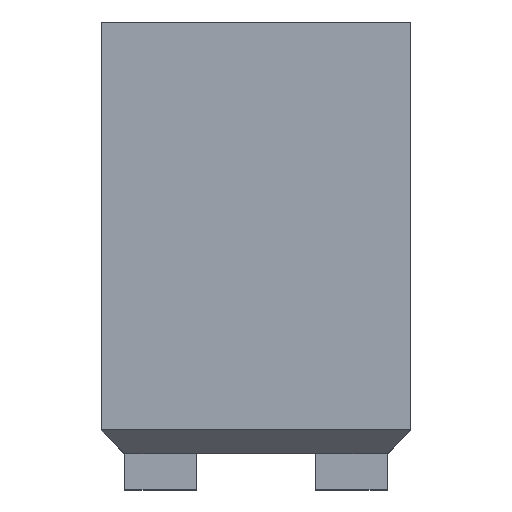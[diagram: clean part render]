
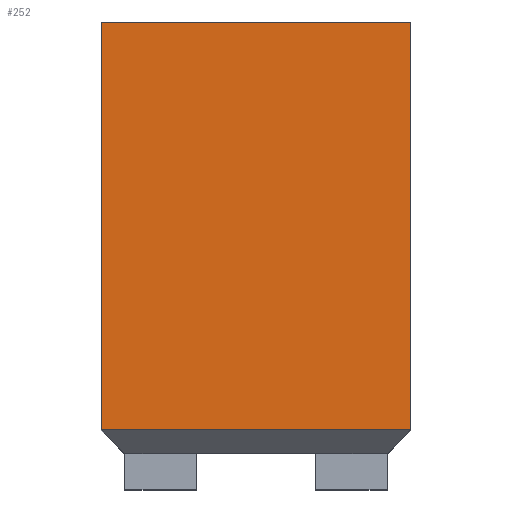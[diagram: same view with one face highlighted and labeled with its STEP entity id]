
A CAD part, top view. The second image highlights one B-rep face of the part: STEP entity #252.
In plain terms, the highlighted planar face has unit normal (0, 0, 1).
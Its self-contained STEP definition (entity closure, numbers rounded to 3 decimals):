
#27 = ORIENTED_EDGE ( 'NONE', *, *, #1986, .F. ) ;
#39 = LINE ( 'NONE', #2465, #3094 ) ;
#150 = LINE ( 'NONE', #1637, #1740 ) ;
#202 = EDGE_CURVE ( 'NONE', #892, #1972, #2557, .T. ) ;
#225 = DIRECTION ( 'NONE',  ( 1., 0., 0. ) ) ;
#239 = VECTOR ( 'NONE', #225, 1000. ) ;
#252 = ADVANCED_FACE ( 'NONE', ( #1774 ), #1496, .F. ) ;
#260 = VERTEX_POINT ( 'NONE', #1270 ) ;
#706 = CARTESIAN_POINT ( 'NONE',  ( 122.5, 240., 0. ) ) ;
#851 = DIRECTION ( 'NONE',  ( -1., 0., 0. ) ) ;
#892 = VERTEX_POINT ( 'NONE', #1128 ) ;
#1128 = CARTESIAN_POINT ( 'NONE',  ( 155., 154.46, 0. ) ) ;
#1209 = VECTOR ( 'NONE', #851, 1000. ) ;
#1218 = ORIENTED_EDGE ( 'NONE', *, *, #3130, .F. ) ;
#1270 = CARTESIAN_POINT ( 'NONE',  ( 155., 240., 0. ) ) ;
#1456 = EDGE_CURVE ( 'NONE', #2651, #260, #2691, .T. ) ;
#1496 = PLANE ( 'NONE',  #2437 ) ;
#1523 = CARTESIAN_POINT ( 'NONE',  ( 90., 240., 0. ) ) ;
#1637 = CARTESIAN_POINT ( 'NONE',  ( 90., 195., 0. ) ) ;
#1706 = CARTESIAN_POINT ( 'NONE',  ( 90., 154.46, 0. ) ) ;
#1740 = VECTOR ( 'NONE', #2134, 1000. ) ;
#1757 = DIRECTION ( 'NONE',  ( 0., 0., -1. ) ) ;
#1774 = FACE_OUTER_BOUND ( 'NONE', #2259, .T. ) ;
#1802 = ORIENTED_EDGE ( 'NONE', *, *, #202, .F. ) ;
#1972 = VERTEX_POINT ( 'NONE', #1706 ) ;
#1986 = EDGE_CURVE ( 'NONE', #260, #892, #39, .T. ) ;
#2010 = CARTESIAN_POINT ( 'NONE',  ( 122.5, 195., 0. ) ) ;
#2134 = DIRECTION ( 'NONE',  ( 0., 1., 0. ) ) ;
#2234 = DIRECTION ( 'NONE',  ( 0., -1., 0. ) ) ;
#2259 = EDGE_LOOP ( 'NONE', ( #27, #2497, #1218, #1802 ) ) ;
#2322 = CARTESIAN_POINT ( 'NONE',  ( 122.5, 154.46, 0. ) ) ;
#2437 = AXIS2_PLACEMENT_3D ( 'NONE', #2010, #1757, #2731 ) ;
#2465 = CARTESIAN_POINT ( 'NONE',  ( 155., 195., 0. ) ) ;
#2497 = ORIENTED_EDGE ( 'NONE', *, *, #1456, .F. ) ;
#2557 = LINE ( 'NONE', #2322, #1209 ) ;
#2651 = VERTEX_POINT ( 'NONE', #1523 ) ;
#2691 = LINE ( 'NONE', #706, #239 ) ;
#2731 = DIRECTION ( 'NONE',  ( -1., 0., 0. ) ) ;
#3094 = VECTOR ( 'NONE', #2234, 1000. ) ;
#3130 = EDGE_CURVE ( 'NONE', #1972, #2651, #150, .T. ) ;
